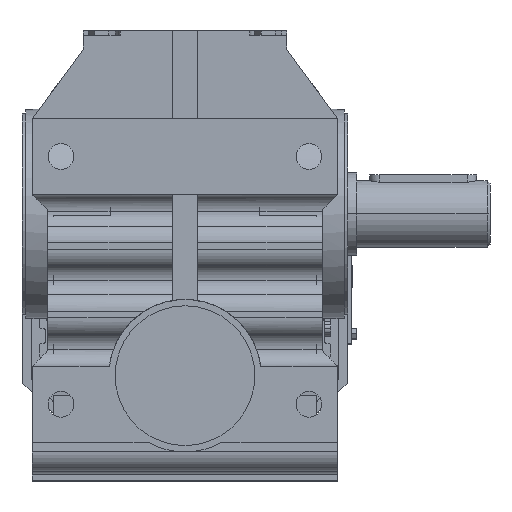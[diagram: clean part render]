
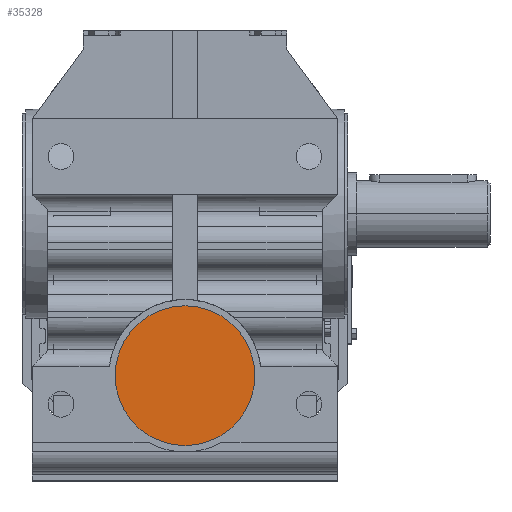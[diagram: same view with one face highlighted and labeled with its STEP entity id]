
A CAD part, top view. The second image highlights one B-rep face of the part: STEP entity #35328.
In plain terms, the highlighted planar face has unit normal (0, 0, 1).
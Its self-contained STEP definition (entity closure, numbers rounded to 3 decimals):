
#32632 = CYLINDRICAL_SURFACE('',#32633,36.667);
#32633 = AXIS2_PLACEMENT_3D('',#32634,#32635,#32636);
#32634 = CARTESIAN_POINT('',(0.,-63.,229.));
#32635 = DIRECTION('',(0.,0.,1.));
#32636 = DIRECTION('',(1.,0.,0.));
#32662 = CYLINDRICAL_SURFACE('',#32663,36.667);
#32663 = AXIS2_PLACEMENT_3D('',#32664,#32665,#32666);
#32664 = CARTESIAN_POINT('',(0.,-63.,229.));
#32665 = DIRECTION('',(0.,0.,1.));
#32666 = DIRECTION('',(1.,0.,0.));
#34592 = EDGE_CURVE('',#34593,#34595,#34597,.T.);
#34593 = VERTEX_POINT('',#34594);
#34594 = CARTESIAN_POINT('',(-36.667,-63.,229.));
#34595 = VERTEX_POINT('',#34596);
#34596 = CARTESIAN_POINT('',(36.667,-63.,229.));
#34597 = SURFACE_CURVE('',#34598,(#34603,#34609),.PCURVE_S1.);
#34598 = CIRCLE('',#34599,36.667);
#34599 = AXIS2_PLACEMENT_3D('',#34600,#34601,#34602);
#34600 = CARTESIAN_POINT('',(0.,-63.,229.));
#34601 = DIRECTION('',(0.,0.,1.));
#34602 = DIRECTION('',(1.,0.,0.));
#34603 = PCURVE('',#32662,#34604);
#34604 = DEFINITIONAL_REPRESENTATION('',(#34605),#34608);
#34605 = B_SPLINE_CURVE_WITH_KNOTS('',1,(#34606,#34607),.UNSPECIFIED.,
  .F.,.F.,(2,2),(3.142,6.283),.PIECEWISE_BEZIER_KNOTS.);
#34606 = CARTESIAN_POINT('',(3.142,0.));
#34607 = CARTESIAN_POINT('',(6.283,0.));
#34608 = ( GEOMETRIC_REPRESENTATION_CONTEXT(2) 
PARAMETRIC_REPRESENTATION_CONTEXT() REPRESENTATION_CONTEXT('2D SPACE',''
  ) );
#34609 = PCURVE('',#34610,#34615);
#34610 = PLANE('',#34611);
#34611 = AXIS2_PLACEMENT_3D('',#34612,#34613,#34614);
#34612 = CARTESIAN_POINT('',(0.,-63.,229.));
#34613 = DIRECTION('',(0.,0.,1.));
#34614 = DIRECTION('',(1.,0.,0.));
#34615 = DEFINITIONAL_REPRESENTATION('',(#34616),#34620);
#34616 = CIRCLE('',#34617,36.667);
#34617 = AXIS2_PLACEMENT_2D('',#34618,#34619);
#34618 = CARTESIAN_POINT('',(0.,0.));
#34619 = DIRECTION('',(1.,0.));
#34620 = ( GEOMETRIC_REPRESENTATION_CONTEXT(2) 
PARAMETRIC_REPRESENTATION_CONTEXT() REPRESENTATION_CONTEXT('2D SPACE',''
  ) );
#34667 = EDGE_CURVE('',#34595,#34593,#34668,.T.);
#34668 = SURFACE_CURVE('',#34669,(#34674,#34680),.PCURVE_S1.);
#34669 = CIRCLE('',#34670,36.667);
#34670 = AXIS2_PLACEMENT_3D('',#34671,#34672,#34673);
#34671 = CARTESIAN_POINT('',(0.,-63.,229.));
#34672 = DIRECTION('',(0.,0.,1.));
#34673 = DIRECTION('',(1.,0.,0.));
#34674 = PCURVE('',#32632,#34675);
#34675 = DEFINITIONAL_REPRESENTATION('',(#34676),#34679);
#34676 = B_SPLINE_CURVE_WITH_KNOTS('',1,(#34677,#34678),.UNSPECIFIED.,
  .F.,.F.,(2,2),(0.,3.142),.PIECEWISE_BEZIER_KNOTS.);
#34677 = CARTESIAN_POINT('',(0.,0.));
#34678 = CARTESIAN_POINT('',(3.142,0.));
#34679 = ( GEOMETRIC_REPRESENTATION_CONTEXT(2) 
PARAMETRIC_REPRESENTATION_CONTEXT() REPRESENTATION_CONTEXT('2D SPACE',''
  ) );
#34680 = PCURVE('',#34610,#34681);
#34681 = DEFINITIONAL_REPRESENTATION('',(#34682),#34686);
#34682 = CIRCLE('',#34683,36.667);
#34683 = AXIS2_PLACEMENT_2D('',#34684,#34685);
#34684 = CARTESIAN_POINT('',(0.,0.));
#34685 = DIRECTION('',(1.,0.));
#34686 = ( GEOMETRIC_REPRESENTATION_CONTEXT(2) 
PARAMETRIC_REPRESENTATION_CONTEXT() REPRESENTATION_CONTEXT('2D SPACE',''
  ) );
#35328 = ADVANCED_FACE('',(#35329),#34610,.T.);
#35329 = FACE_BOUND('',#35330,.T.);
#35330 = EDGE_LOOP('',(#35331,#35332));
#35331 = ORIENTED_EDGE('',*,*,#34667,.T.);
#35332 = ORIENTED_EDGE('',*,*,#34592,.T.);
